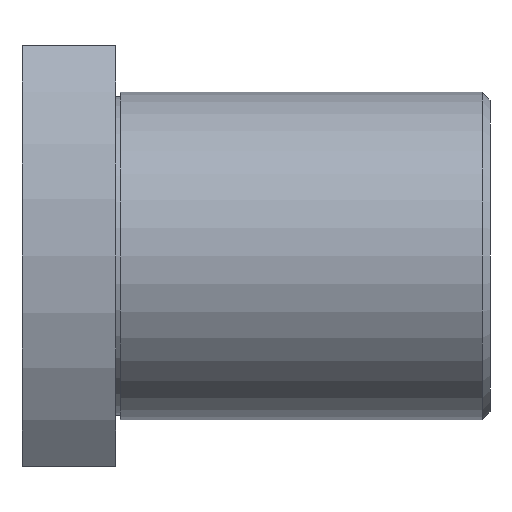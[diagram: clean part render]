
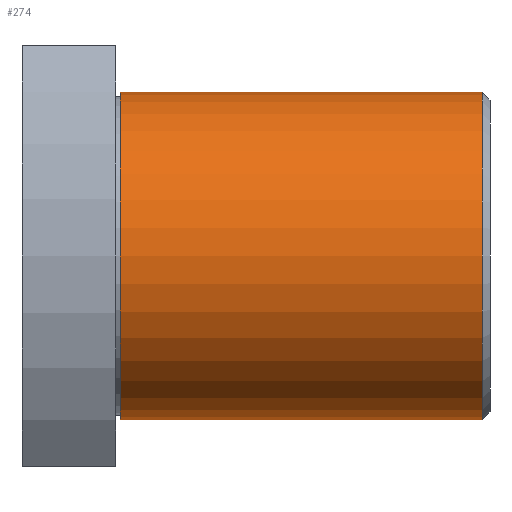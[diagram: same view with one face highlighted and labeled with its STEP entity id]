
A CAD part, front view. The second image highlights one B-rep face of the part: STEP entity #274.
In plain terms, the highlighted cylindrical face has radius 10.5 mm (diameter 21 mm), a full revolution.
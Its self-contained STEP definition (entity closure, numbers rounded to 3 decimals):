
#32 = ORIENTED_EDGE ( 'NONE', *, *, #265, .T. ) ;
#35 = CIRCLE ( 'NONE', #199, 10.5 ) ;
#59 = FACE_OUTER_BOUND ( 'NONE', #182, .T. ) ;
#62 = CYLINDRICAL_SURFACE ( 'NONE', #210, 10.5 ) ;
#112 = EDGE_LOOP ( 'NONE', ( #119 ) ) ;
#119 = ORIENTED_EDGE ( 'NONE', *, *, #267, .T. ) ;
#151 = FACE_OUTER_BOUND ( 'NONE', #112, .T. ) ;
#181 = CIRCLE ( 'NONE', #201, 10.5 ) ;
#182 = EDGE_LOOP ( 'NONE', ( #32 ) ) ;
#199 = AXIS2_PLACEMENT_3D ( 'NONE', #393, #347, #346 ) ;
#201 = AXIS2_PLACEMENT_3D ( 'NONE', #340, #505, #510 ) ;
#210 = AXIS2_PLACEMENT_3D ( 'NONE', #308, #506, #477 ) ;
#265 = EDGE_CURVE ( 'NONE', #443, #443, #35, .T. ) ;
#267 = EDGE_CURVE ( 'NONE', #424, #424, #181, .T. ) ;
#274 = ADVANCED_FACE ( 'NONE', ( #151, #59 ), #62, .T. ) ;
#308 = CARTESIAN_POINT ( 'NONE',  ( -20.076, 0., 0. ) ) ;
#340 = CARTESIAN_POINT ( 'NONE',  ( 6.3, 0., 0. ) ) ;
#346 = DIRECTION ( 'NONE',  ( 0., 0., 1. ) ) ;
#347 = DIRECTION ( 'NONE',  ( -1., 0., 0. ) ) ;
#393 = CARTESIAN_POINT ( 'NONE',  ( 29.5, 0., 0. ) ) ;
#418 = CARTESIAN_POINT ( 'NONE',  ( 29.5, 0., 10.5 ) ) ;
#424 = VERTEX_POINT ( 'NONE', #425 ) ;
#425 = CARTESIAN_POINT ( 'NONE',  ( 6.3, 0., -10.5 ) ) ;
#443 = VERTEX_POINT ( 'NONE', #418 ) ;
#477 = DIRECTION ( 'NONE',  ( 0., 0., 1. ) ) ;
#505 = DIRECTION ( 'NONE',  ( 1., 0., 0. ) ) ;
#506 = DIRECTION ( 'NONE',  ( -1., 0., 0. ) ) ;
#510 = DIRECTION ( 'NONE',  ( 0., 0., -1. ) ) ;
